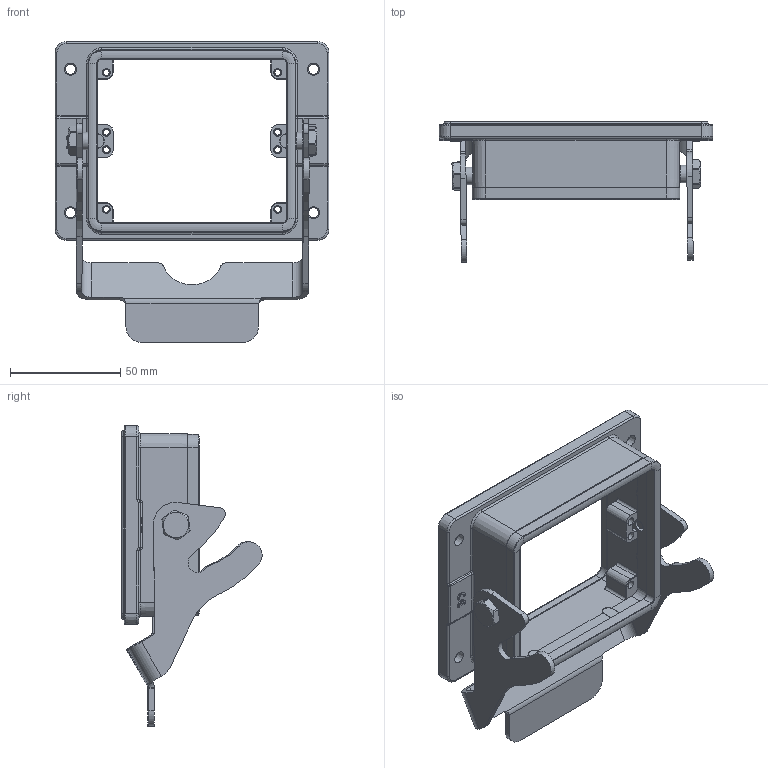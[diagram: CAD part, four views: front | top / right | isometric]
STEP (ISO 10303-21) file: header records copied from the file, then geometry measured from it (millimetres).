
FILE_DESCRIPTION(/* description */ (''),/* implementation_level */ '2;1');
FILE_NAME(/* name */ '3D_1241323251101_WV32B-BK-1L_S_V1.1.stp',/* time_stamp */ '2023-12-20T18:13:23+08:00',/* author */ (''),/* organization */ (''),/* preprocessor_version */ 'ST-DEVELOPER v18.1',/* originating_system */ 'SIEMENS PLM Software NX 1980',/* authorisation */ '');
FILE_SCHEMA (('AP203_CONFIGURATION_CONTROLLED_3D_DESIGN_OF_MECHANICAL_PARTS_AND_ASSEMBLIES_MIM_LF { 1 0 10303 403 2 1 2}'));
Length unit declared in the file: millimetre
Products named in the file (1): 3D_1241323251101_WV32B-BK-1L_S_V1.0_stp
Bounding box: 123.99 x 63.53 x 136.18 mm (x, y, z)
Volume: 87021 mm3; surface area: 59464.6 mm2
Topology: 1 solids, 9 shells, 908 faces, 2519 edges, 1560 vertices
Faces by surface type: plane 339, cylinder 323, cone 92, torus 84, sphere 56, bspline 14
Full cylindrical faces by diameter (mm): 4.5 x4, 5 x3, 5.5 x4, 7.9 x2, 8.1 x2
Entity records: 29972 total; most frequent: CARTESIAN_POINT 6527, DIRECTION 5166, ORIENTED_EDGE 4812, EDGE_CURVE 2406, AXIS2_PLACEMENT_3D 1977, VERTEX_POINT 1536, LINE 1212, VECTOR 1212
